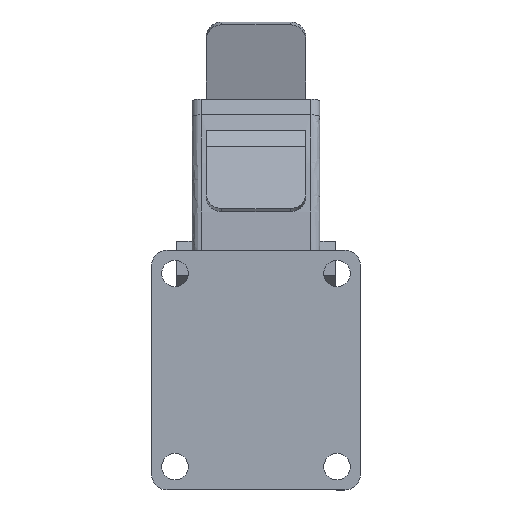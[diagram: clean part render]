
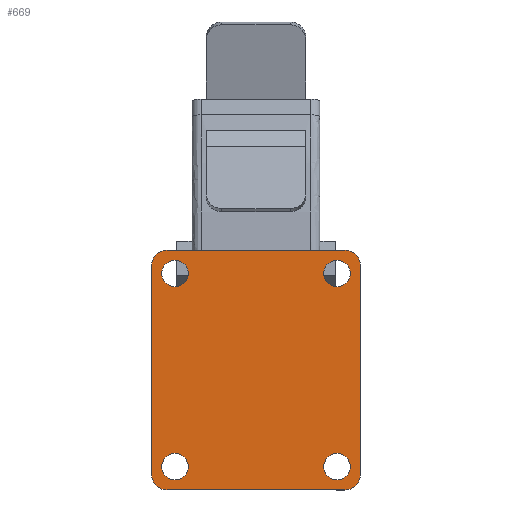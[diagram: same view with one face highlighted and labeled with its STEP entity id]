
A CAD part, top view. The second image highlights one B-rep face of the part: STEP entity #669.
In plain terms, the highlighted planar face has unit normal (0, 0, 1).
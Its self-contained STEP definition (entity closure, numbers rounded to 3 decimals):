
#240 = ORIENTED_EDGE ( 'NONE', *, *, #7279, .T. ) ;
#296 = DIRECTION ( 'NONE',  ( 1., 0., 0. ) ) ;
#317 = DIRECTION ( 'NONE',  ( 0., 0., 1. ) ) ;
#360 = PLANE ( 'NONE',  #8683 ) ;
#375 = CARTESIAN_POINT ( 'NONE',  ( 28.5, 33.5, 111. ) ) ;
#410 = CARTESIAN_POINT ( 'NONE',  ( 28.5, 38.5, 111. ) ) ;
#449 = DIRECTION ( 'NONE',  ( 0., 0., 1. ) ) ;
#512 = CARTESIAN_POINT ( 'NONE',  ( 30.25, 31., 111. ) ) ;
#518 = AXIS2_PLACEMENT_3D ( 'NONE', #4436, #5160, #2425 ) ;
#522 = DIRECTION ( 'NONE',  ( 0., 0., -1. ) ) ;
#565 = CARTESIAN_POINT ( 'NONE',  ( -21.75, 31., 111. ) ) ;
#637 = CARTESIAN_POINT ( 'NONE',  ( -28.5, 38.5, 111. ) ) ;
#669 = ADVANCED_FACE ( 'NONE', ( #2507, #8689, #7618, #1578, #5302 ), #360, .T. ) ;
#678 = EDGE_CURVE ( 'NONE', #7466, #3306, #7382, .T. ) ;
#868 = AXIS2_PLACEMENT_3D ( 'NONE', #7462, #4035, #4721 ) ;
#888 = DIRECTION ( 'NONE',  ( 0., 0., -1. ) ) ;
#927 = VECTOR ( 'NONE', #2521, 1000. ) ;
#936 = EDGE_LOOP ( 'NONE', ( #1867, #6101 ) ) ;
#1038 = DIRECTION ( 'NONE',  ( 0., 0., -1. ) ) ;
#1067 = CARTESIAN_POINT ( 'NONE',  ( -21.75, -31., 111. ) ) ;
#1070 = ORIENTED_EDGE ( 'NONE', *, *, #2420, .T. ) ;
#1109 = EDGE_CURVE ( 'NONE', #2919, #3481, #2841, .T. ) ;
#1183 = VERTEX_POINT ( 'NONE', #1067 ) ;
#1262 = ORIENTED_EDGE ( 'NONE', *, *, #3646, .T. ) ;
#1336 = ORIENTED_EDGE ( 'NONE', *, *, #8675, .T. ) ;
#1373 = CARTESIAN_POINT ( 'NONE',  ( 33.5, 33.5, 111. ) ) ;
#1465 = ORIENTED_EDGE ( 'NONE', *, *, #1996, .T. ) ;
#1477 = DIRECTION ( 'NONE',  ( 1., 0., 0. ) ) ;
#1578 = FACE_BOUND ( 'NONE', #6291, .T. ) ;
#1580 = EDGE_CURVE ( 'NONE', #6240, #4224, #1956, .T. ) ;
#1612 = VERTEX_POINT ( 'NONE', #6798 ) ;
#1783 = AXIS2_PLACEMENT_3D ( 'NONE', #6373, #2234, #296 ) ;
#1866 = EDGE_CURVE ( 'NONE', #4202, #6821, #2366, .T. ) ;
#1867 = ORIENTED_EDGE ( 'NONE', *, *, #8407, .T. ) ;
#1870 = AXIS2_PLACEMENT_3D ( 'NONE', #1945, #522, #6768 ) ;
#1934 = CIRCLE ( 'NONE', #5497, 4.25 ) ;
#1945 = CARTESIAN_POINT ( 'NONE',  ( 26., 31., 111. ) ) ;
#1956 = CIRCLE ( 'NONE', #1870, 4.25 ) ;
#1985 = ORIENTED_EDGE ( 'NONE', *, *, #1580, .T. ) ;
#1996 = EDGE_CURVE ( 'NONE', #4224, #6240, #2160, .T. ) ;
#2089 = EDGE_CURVE ( 'NONE', #8707, #7466, #4290, .T. ) ;
#2160 = CIRCLE ( 'NONE', #6330, 4.25 ) ;
#2174 = ORIENTED_EDGE ( 'NONE', *, *, #1109, .T. ) ;
#2199 = VERTEX_POINT ( 'NONE', #6225 ) ;
#2234 = DIRECTION ( 'NONE',  ( 0., 0., -1. ) ) ;
#2366 = CIRCLE ( 'NONE', #6025, 4.25 ) ;
#2420 = EDGE_CURVE ( 'NONE', #6821, #4202, #1934, .T. ) ;
#2425 = DIRECTION ( 'NONE',  ( 1., 0., 0. ) ) ;
#2478 = ORIENTED_EDGE ( 'NONE', *, *, #678, .T. ) ;
#2504 = CIRCLE ( 'NONE', #1783, 4.25 ) ;
#2507 = FACE_BOUND ( 'NONE', #2696, .T. ) ;
#2521 = DIRECTION ( 'NONE',  ( 0., -1., 0. ) ) ;
#2602 = CIRCLE ( 'NONE', #8302, 4.25 ) ;
#2614 = DIRECTION ( 'NONE',  ( 0., 0., -1. ) ) ;
#2665 = DIRECTION ( 'NONE',  ( 0., 0., -1. ) ) ;
#2696 = EDGE_LOOP ( 'NONE', ( #1070, #4771 ) ) ;
#2721 = CARTESIAN_POINT ( 'NONE',  ( -26., 31., 111. ) ) ;
#2780 = CARTESIAN_POINT ( 'NONE',  ( 28.5, -38.5, 111. ) ) ;
#2795 = AXIS2_PLACEMENT_3D ( 'NONE', #6818, #4784, #6180 ) ;
#2826 = ORIENTED_EDGE ( 'NONE', *, *, #8792, .T. ) ;
#2841 = CIRCLE ( 'NONE', #5063, 5. ) ;
#2919 = VERTEX_POINT ( 'NONE', #1373 ) ;
#2942 = DIRECTION ( 'NONE',  ( 1., 0., 0. ) ) ;
#2977 = DIRECTION ( 'NONE',  ( -1., 0., 0. ) ) ;
#3027 = DIRECTION ( 'NONE',  ( 1., 0., 0. ) ) ;
#3055 = LINE ( 'NONE', #6866, #7933 ) ;
#3101 = DIRECTION ( 'NONE',  ( 0., 0., -1. ) ) ;
#3263 = EDGE_CURVE ( 'NONE', #3481, #8707, #3055, .T. ) ;
#3306 = VERTEX_POINT ( 'NONE', #3575 ) ;
#3355 = EDGE_LOOP ( 'NONE', ( #1336, #4069 ) ) ;
#3481 = VERTEX_POINT ( 'NONE', #410 ) ;
#3554 = VERTEX_POINT ( 'NONE', #565 ) ;
#3575 = CARTESIAN_POINT ( 'NONE',  ( -33.5, -33.5, 111. ) ) ;
#3646 = EDGE_CURVE ( 'NONE', #3306, #2199, #6191, .T. ) ;
#3881 = EDGE_CURVE ( 'NONE', #7993, #1183, #2602, .T. ) ;
#4035 = DIRECTION ( 'NONE',  ( 0., 0., -1. ) ) ;
#4047 = CARTESIAN_POINT ( 'NONE',  ( 21.75, 31., 111. ) ) ;
#4069 = ORIENTED_EDGE ( 'NONE', *, *, #3881, .T. ) ;
#4202 = VERTEX_POINT ( 'NONE', #8905 ) ;
#4212 = VECTOR ( 'NONE', #8031, 1000. ) ;
#4224 = VERTEX_POINT ( 'NONE', #4047 ) ;
#4290 = CIRCLE ( 'NONE', #7550, 5. ) ;
#4436 = CARTESIAN_POINT ( 'NONE',  ( 28.5, -33.5, 111. ) ) ;
#4448 = CARTESIAN_POINT ( 'NONE',  ( 26., -31., 111. ) ) ;
#4541 = EDGE_CURVE ( 'NONE', #8446, #2919, #6930, .T. ) ;
#4611 = CIRCLE ( 'NONE', #7441, 4.25 ) ;
#4657 = CARTESIAN_POINT ( 'NONE',  ( -30.25, -31., 111. ) ) ;
#4659 = CARTESIAN_POINT ( 'NONE',  ( 26., 31., 111. ) ) ;
#4721 = DIRECTION ( 'NONE',  ( 1., 0., 0. ) ) ;
#4771 = ORIENTED_EDGE ( 'NONE', *, *, #1866, .T. ) ;
#4784 = DIRECTION ( 'NONE',  ( 0., 0., 1. ) ) ;
#4868 = CARTESIAN_POINT ( 'NONE',  ( -33.5, 33.5, 111. ) ) ;
#4876 = EDGE_CURVE ( 'NONE', #1612, #3554, #4611, .T. ) ;
#4958 = DIRECTION ( 'NONE',  ( 1., 0., 0. ) ) ;
#5051 = CARTESIAN_POINT ( 'NONE',  ( 33.5, -33.5, 111. ) ) ;
#5063 = AXIS2_PLACEMENT_3D ( 'NONE', #375, #317, #5919 ) ;
#5160 = DIRECTION ( 'NONE',  ( 0., 0., 1. ) ) ;
#5280 = CIRCLE ( 'NONE', #868, 4.25 ) ;
#5302 = FACE_OUTER_BOUND ( 'NONE', #8578, .T. ) ;
#5408 = VERTEX_POINT ( 'NONE', #2780 ) ;
#5497 = AXIS2_PLACEMENT_3D ( 'NONE', #8625, #1038, #3027 ) ;
#5509 = CARTESIAN_POINT ( 'NONE',  ( -28.5, 33.5, 111. ) ) ;
#5919 = DIRECTION ( 'NONE',  ( 1., 0., 0. ) ) ;
#6025 = AXIS2_PLACEMENT_3D ( 'NONE', #4448, #3101, #7945 ) ;
#6101 = ORIENTED_EDGE ( 'NONE', *, *, #4876, .T. ) ;
#6180 = DIRECTION ( 'NONE',  ( 1., 0., 0. ) ) ;
#6191 = CIRCLE ( 'NONE', #2795, 5. ) ;
#6207 = CARTESIAN_POINT ( 'NONE',  ( 30.25, -31., 111. ) ) ;
#6225 = CARTESIAN_POINT ( 'NONE',  ( -28.5, -38.5, 111. ) ) ;
#6240 = VERTEX_POINT ( 'NONE', #512 ) ;
#6291 = EDGE_LOOP ( 'NONE', ( #1985, #1465 ) ) ;
#6330 = AXIS2_PLACEMENT_3D ( 'NONE', #4659, #2614, #6827 ) ;
#6373 = CARTESIAN_POINT ( 'NONE',  ( -26., 31., 111. ) ) ;
#6382 = LINE ( 'NONE', #7735, #8550 ) ;
#6443 = CARTESIAN_POINT ( 'NONE',  ( -26., -31., 111. ) ) ;
#6666 = DIRECTION ( 'NONE',  ( 1., 0., 0. ) ) ;
#6727 = CARTESIAN_POINT ( 'NONE',  ( -33.5, -14.25, 111. ) ) ;
#6768 = DIRECTION ( 'NONE',  ( 1., 0., 0. ) ) ;
#6798 = CARTESIAN_POINT ( 'NONE',  ( -30.25, 31., 111. ) ) ;
#6818 = CARTESIAN_POINT ( 'NONE',  ( -28.5, -33.5, 111. ) ) ;
#6821 = VERTEX_POINT ( 'NONE', #6207 ) ;
#6827 = DIRECTION ( 'NONE',  ( 1., 0., 0. ) ) ;
#6866 = CARTESIAN_POINT ( 'NONE',  ( 0., 38.5, 111. ) ) ;
#6930 = LINE ( 'NONE', #8640, #4212 ) ;
#7279 = EDGE_CURVE ( 'NONE', #5408, #8446, #7522, .T. ) ;
#7280 = ORIENTED_EDGE ( 'NONE', *, *, #3263, .T. ) ;
#7382 = LINE ( 'NONE', #6727, #927 ) ;
#7441 = AXIS2_PLACEMENT_3D ( 'NONE', #2721, #2665, #7570 ) ;
#7462 = CARTESIAN_POINT ( 'NONE',  ( -26., -31., 111. ) ) ;
#7466 = VERTEX_POINT ( 'NONE', #4868 ) ;
#7522 = CIRCLE ( 'NONE', #518, 5. ) ;
#7550 = AXIS2_PLACEMENT_3D ( 'NONE', #5509, #8409, #1477 ) ;
#7570 = DIRECTION ( 'NONE',  ( 1., 0., 0. ) ) ;
#7618 = FACE_BOUND ( 'NONE', #936, .T. ) ;
#7649 = ORIENTED_EDGE ( 'NONE', *, *, #4541, .T. ) ;
#7735 = CARTESIAN_POINT ( 'NONE',  ( 0., -38.5, 111. ) ) ;
#7822 = ORIENTED_EDGE ( 'NONE', *, *, #2089, .T. ) ;
#7933 = VECTOR ( 'NONE', #2977, 1000. ) ;
#7945 = DIRECTION ( 'NONE',  ( 1., 0., 0. ) ) ;
#7993 = VERTEX_POINT ( 'NONE', #4657 ) ;
#8027 = CARTESIAN_POINT ( 'NONE',  ( 0., -14.25, 111. ) ) ;
#8031 = DIRECTION ( 'NONE',  ( 0., 1., 0. ) ) ;
#8302 = AXIS2_PLACEMENT_3D ( 'NONE', #6443, #888, #2942 ) ;
#8407 = EDGE_CURVE ( 'NONE', #3554, #1612, #2504, .T. ) ;
#8409 = DIRECTION ( 'NONE',  ( 0., 0., 1. ) ) ;
#8446 = VERTEX_POINT ( 'NONE', #5051 ) ;
#8550 = VECTOR ( 'NONE', #4958, 1000. ) ;
#8578 = EDGE_LOOP ( 'NONE', ( #7280, #7822, #2478, #1262, #2826, #240, #7649, #2174 ) ) ;
#8625 = CARTESIAN_POINT ( 'NONE',  ( 26., -31., 111. ) ) ;
#8640 = CARTESIAN_POINT ( 'NONE',  ( 33.5, -14.25, 111. ) ) ;
#8675 = EDGE_CURVE ( 'NONE', #1183, #7993, #5280, .T. ) ;
#8683 = AXIS2_PLACEMENT_3D ( 'NONE', #8027, #449, #6666 ) ;
#8689 = FACE_BOUND ( 'NONE', #3355, .T. ) ;
#8707 = VERTEX_POINT ( 'NONE', #637 ) ;
#8792 = EDGE_CURVE ( 'NONE', #2199, #5408, #6382, .T. ) ;
#8905 = CARTESIAN_POINT ( 'NONE',  ( 21.75, -31., 111. ) ) ;
